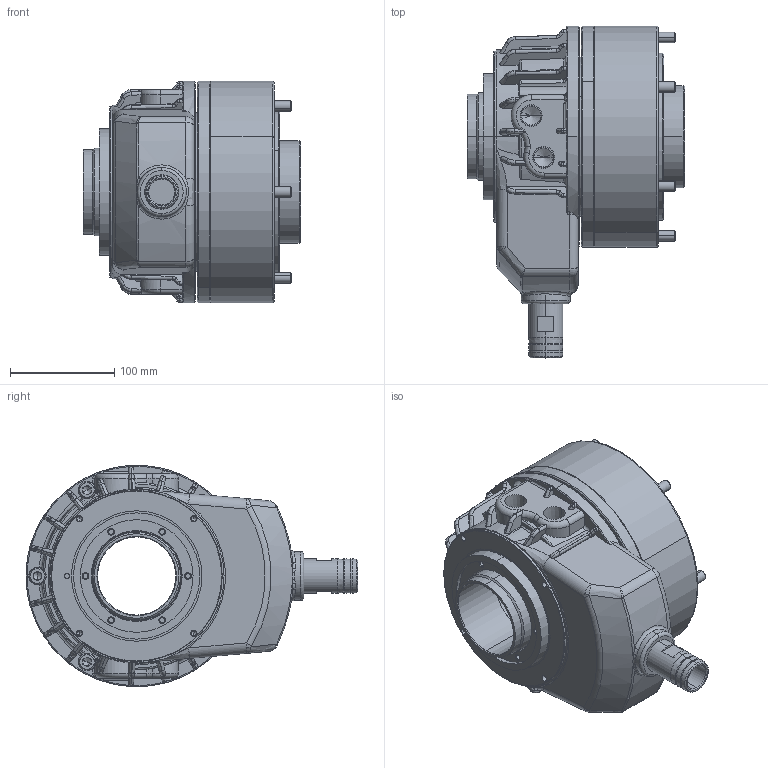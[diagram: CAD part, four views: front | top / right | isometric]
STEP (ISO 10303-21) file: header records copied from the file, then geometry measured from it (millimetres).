
FILE_DESCRIPTION (( 'STEP AP203' ), '1' );
FILE_NAME ('CF-TK-A1075.STEP', '2022-01-19T08:58:05', ( '' ), ( '' ), 'SwSTEP 2.0', 'SolidWorks 2016', '' );
FILE_SCHEMA (( 'CONFIG_CONTROL_DESIGN' ));
Length unit declared in the file: millimetre
Products named in the file (9): CF-TK-A1075閥軸; CF-TK-A1075活塞; CF-TK-A1075缸體; CT-S08-08000; 圓頭內六角螺栓_M10x80; O-RING_G80; CF-TK-1075-07010; CF-TK-A1075; CF-TK-1075罩殼
Assembly tree (13 placements, depth 2):
  CF-TK-A1075
    CF-TK-1075罩殼
    CF-TK-A1075閥軸
    CF-TK-A1075活塞
    CF-TK-A1075缸體
    CT-S08-08000
    圓頭內六角螺栓_M10x80  x6
    O-RING_G80
    CF-TK-1075-07010
Bounding box: 208 x 318 x 212 mm (x, y, z)
Volume: 4899059.4 mm3; surface area: 639782.6 mm2
Topology: 13 solids, 14 shells, 1055 faces, 2570 edges, 1558 vertices
Faces by surface type: cylinder 318, plane 245, bspline 197, cone 193, torus 102
Entity records: 37028 total; most frequent: CARTESIAN_POINT 15915, ORIENTED_EDGE 4476, DIRECTION 3792, EDGE_CURVE 2238, AXIS2_PLACEMENT_3D 1617, VERTEX_POINT 1393, EDGE_LOOP 1079, ADVANCED_FACE 930
